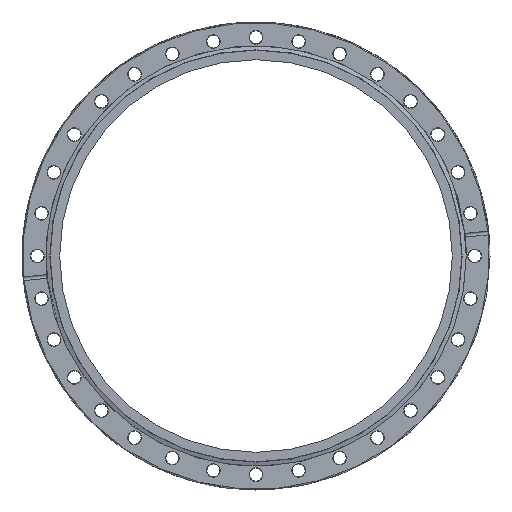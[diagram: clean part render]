
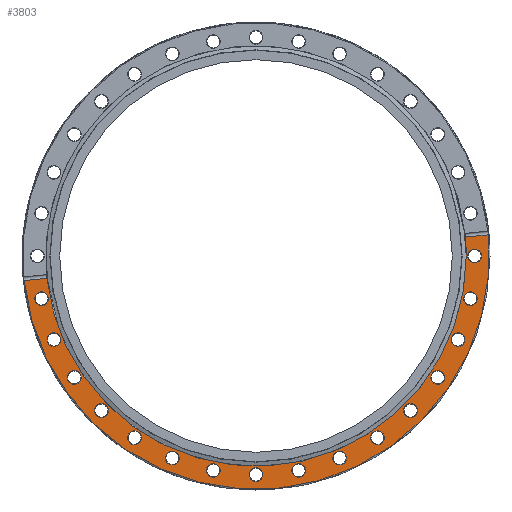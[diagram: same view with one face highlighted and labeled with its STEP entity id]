
A CAD part, front view. The second image highlights one B-rep face of the part: STEP entity #3803.
In plain terms, the highlighted planar face has unit normal (0, -1, 0).
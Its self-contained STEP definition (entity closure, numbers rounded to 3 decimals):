
#101=PLANE('',#4054);
#145=FACE_BOUND('',#1002,.T.);
#146=FACE_BOUND('',#1003,.T.);
#147=FACE_BOUND('',#1004,.T.);
#148=FACE_BOUND('',#1005,.T.);
#149=FACE_BOUND('',#1006,.T.);
#150=FACE_BOUND('',#1007,.T.);
#151=FACE_BOUND('',#1008,.T.);
#152=FACE_BOUND('',#1009,.T.);
#153=FACE_BOUND('',#1010,.T.);
#154=FACE_BOUND('',#1011,.T.);
#155=FACE_BOUND('',#1012,.T.);
#156=FACE_BOUND('',#1013,.T.);
#157=FACE_BOUND('',#1014,.T.);
#158=FACE_BOUND('',#1015,.T.);
#159=FACE_BOUND('',#1016,.T.);
#160=FACE_BOUND('',#1017,.T.);
#179=LINE('',#5311,#388);
#284=LINE('',#19071,#493);
#388=VECTOR('',#4316,10.);
#493=VECTOR('',#4577,10.);
#750=FACE_OUTER_BOUND('',#1001,.T.);
#1001=EDGE_LOOP('',(#3083,#3084,#3085,#3086,#3087));
#1002=EDGE_LOOP('',(#3088));
#1003=EDGE_LOOP('',(#3089));
#1004=EDGE_LOOP('',(#3090));
#1005=EDGE_LOOP('',(#3091));
#1006=EDGE_LOOP('',(#3092));
#1007=EDGE_LOOP('',(#3093));
#1008=EDGE_LOOP('',(#3094));
#1009=EDGE_LOOP('',(#3095));
#1010=EDGE_LOOP('',(#3096));
#1011=EDGE_LOOP('',(#3097));
#1012=EDGE_LOOP('',(#3098));
#1013=EDGE_LOOP('',(#3099));
#1014=EDGE_LOOP('',(#3100));
#1015=EDGE_LOOP('',(#3101));
#1016=EDGE_LOOP('',(#3102));
#1017=EDGE_LOOP('',(#3103));
#1149=CIRCLE('',#3941,151.5);
#1215=CIRCLE('',#4055,136.55);
#1216=CIRCLE('',#4056,136.55);
#1217=CIRCLE('',#4057,4.45);
#1218=CIRCLE('',#4058,4.45);
#1219=CIRCLE('',#4059,4.45);
#1220=CIRCLE('',#4060,4.45);
#1221=CIRCLE('',#4061,4.45);
#1222=CIRCLE('',#4062,4.45);
#1223=CIRCLE('',#4063,4.45);
#1224=CIRCLE('',#4064,4.45);
#1225=CIRCLE('',#4065,4.45);
#1226=CIRCLE('',#4066,4.45);
#1227=CIRCLE('',#4067,4.45);
#1228=CIRCLE('',#4068,4.45);
#1229=CIRCLE('',#4069,4.45);
#1230=CIRCLE('',#4070,4.45);
#1231=CIRCLE('',#4071,4.45);
#1232=CIRCLE('',#4072,4.45);
#1517=VERTEX_POINT('',#5301);
#1518=VERTEX_POINT('',#5310);
#1526=VERTEX_POINT('',#5352);
#1711=VERTEX_POINT('',#19056);
#1747=VERTEX_POINT('',#19151);
#1748=VERTEX_POINT('',#19154);
#1749=VERTEX_POINT('',#19156);
#1750=VERTEX_POINT('',#19158);
#1751=VERTEX_POINT('',#19160);
#1752=VERTEX_POINT('',#19162);
#1753=VERTEX_POINT('',#19164);
#1754=VERTEX_POINT('',#19166);
#1755=VERTEX_POINT('',#19168);
#1756=VERTEX_POINT('',#19170);
#1757=VERTEX_POINT('',#19172);
#1758=VERTEX_POINT('',#19174);
#1759=VERTEX_POINT('',#19176);
#1760=VERTEX_POINT('',#19178);
#1761=VERTEX_POINT('',#19180);
#1762=VERTEX_POINT('',#19182);
#1763=VERTEX_POINT('',#19184);
#1896=EDGE_CURVE('',#1518,#1517,#179,.T.);
#1908=EDGE_CURVE('',#1526,#1517,#1149,.T.);
#2182=EDGE_CURVE('',#1526,#1711,#284,.T.);
#2222=EDGE_CURVE('',#1711,#1747,#1215,.T.);
#2223=EDGE_CURVE('',#1747,#1518,#1216,.T.);
#2224=EDGE_CURVE('',#1748,#1748,#1217,.T.);
#2225=EDGE_CURVE('',#1749,#1749,#1218,.T.);
#2226=EDGE_CURVE('',#1750,#1750,#1219,.T.);
#2227=EDGE_CURVE('',#1751,#1751,#1220,.T.);
#2228=EDGE_CURVE('',#1752,#1752,#1221,.T.);
#2229=EDGE_CURVE('',#1753,#1753,#1222,.T.);
#2230=EDGE_CURVE('',#1754,#1754,#1223,.T.);
#2231=EDGE_CURVE('',#1755,#1755,#1224,.T.);
#2232=EDGE_CURVE('',#1756,#1756,#1225,.T.);
#2233=EDGE_CURVE('',#1757,#1757,#1226,.T.);
#2234=EDGE_CURVE('',#1758,#1758,#1227,.T.);
#2235=EDGE_CURVE('',#1759,#1759,#1228,.T.);
#2236=EDGE_CURVE('',#1760,#1760,#1229,.T.);
#2237=EDGE_CURVE('',#1761,#1761,#1230,.T.);
#2238=EDGE_CURVE('',#1762,#1762,#1231,.T.);
#2239=EDGE_CURVE('',#1763,#1763,#1232,.T.);
#3083=ORIENTED_EDGE('',*,*,#1908,.F.);
#3084=ORIENTED_EDGE('',*,*,#2182,.T.);
#3085=ORIENTED_EDGE('',*,*,#2222,.T.);
#3086=ORIENTED_EDGE('',*,*,#2223,.T.);
#3087=ORIENTED_EDGE('',*,*,#1896,.T.);
#3088=ORIENTED_EDGE('',*,*,#2224,.F.);
#3089=ORIENTED_EDGE('',*,*,#2225,.F.);
#3090=ORIENTED_EDGE('',*,*,#2226,.F.);
#3091=ORIENTED_EDGE('',*,*,#2227,.F.);
#3092=ORIENTED_EDGE('',*,*,#2228,.F.);
#3093=ORIENTED_EDGE('',*,*,#2229,.F.);
#3094=ORIENTED_EDGE('',*,*,#2230,.F.);
#3095=ORIENTED_EDGE('',*,*,#2231,.F.);
#3096=ORIENTED_EDGE('',*,*,#2232,.F.);
#3097=ORIENTED_EDGE('',*,*,#2233,.F.);
#3098=ORIENTED_EDGE('',*,*,#2234,.F.);
#3099=ORIENTED_EDGE('',*,*,#2235,.F.);
#3100=ORIENTED_EDGE('',*,*,#2236,.F.);
#3101=ORIENTED_EDGE('',*,*,#2237,.F.);
#3102=ORIENTED_EDGE('',*,*,#2238,.F.);
#3103=ORIENTED_EDGE('',*,*,#2239,.F.);
#3803=ADVANCED_FACE('',(#750,#145,#146,#147,#148,#149,#150,#151,#152,#153,
#154,#155,#156,#157,#158,#159,#160),#101,.T.);
#3941=AXIS2_PLACEMENT_3D('',#5361,#4333,#4334);
#4054=AXIS2_PLACEMENT_3D('',#19150,#4663,#4664);
#4055=AXIS2_PLACEMENT_3D('',#19152,#4665,#4666);
#4056=AXIS2_PLACEMENT_3D('',#19153,#4667,#4668);
#4057=AXIS2_PLACEMENT_3D('',#19155,#4669,#4670);
#4058=AXIS2_PLACEMENT_3D('',#19157,#4671,#4672);
#4059=AXIS2_PLACEMENT_3D('',#19159,#4673,#4674);
#4060=AXIS2_PLACEMENT_3D('',#19161,#4675,#4676);
#4061=AXIS2_PLACEMENT_3D('',#19163,#4677,#4678);
#4062=AXIS2_PLACEMENT_3D('',#19165,#4679,#4680);
#4063=AXIS2_PLACEMENT_3D('',#19167,#4681,#4682);
#4064=AXIS2_PLACEMENT_3D('',#19169,#4683,#4684);
#4065=AXIS2_PLACEMENT_3D('',#19171,#4685,#4686);
#4066=AXIS2_PLACEMENT_3D('',#19173,#4687,#4688);
#4067=AXIS2_PLACEMENT_3D('',#19175,#4689,#4690);
#4068=AXIS2_PLACEMENT_3D('',#19177,#4691,#4692);
#4069=AXIS2_PLACEMENT_3D('',#19179,#4693,#4694);
#4070=AXIS2_PLACEMENT_3D('',#19181,#4695,#4696);
#4071=AXIS2_PLACEMENT_3D('',#19183,#4697,#4698);
#4072=AXIS2_PLACEMENT_3D('',#19185,#4699,#4700);
#4316=DIRECTION('',(-0.995,0.,-0.098));
#4333=DIRECTION('center_axis',(0.,1.,0.));
#4334=DIRECTION('ref_axis',(1.,0.,0.));
#4577=DIRECTION('',(-0.995,0.,-0.098));
#4663=DIRECTION('center_axis',(0.,-1.,0.));
#4664=DIRECTION('ref_axis',(0.,0.,-1.));
#4665=DIRECTION('center_axis',(0.,1.,0.));
#4666=DIRECTION('ref_axis',(1.,0.,0.));
#4667=DIRECTION('center_axis',(0.,1.,0.));
#4668=DIRECTION('ref_axis',(1.,0.,0.));
#4669=DIRECTION('center_axis',(0.,-1.,0.));
#4670=DIRECTION('ref_axis',(0.981,0.,0.195));
#4671=DIRECTION('center_axis',(0.,-1.,0.));
#4672=DIRECTION('ref_axis',(0.831,0.,0.556));
#4673=DIRECTION('center_axis',(0.,-1.,0.));
#4674=DIRECTION('ref_axis',(0.556,0.,0.831));
#4675=DIRECTION('center_axis',(0.,-1.,0.));
#4676=DIRECTION('ref_axis',(0.195,0.,0.981));
#4677=DIRECTION('center_axis',(0.,-1.,0.));
#4678=DIRECTION('ref_axis',(0.195,0.,-0.981));
#4679=DIRECTION('center_axis',(0.,-1.,0.));
#4680=DIRECTION('ref_axis',(0.556,0.,-0.831));
#4681=DIRECTION('center_axis',(0.,-1.,0.));
#4682=DIRECTION('ref_axis',(0.831,0.,-0.556));
#4683=DIRECTION('center_axis',(0.,-1.,0.));
#4684=DIRECTION('ref_axis',(0.981,0.,-0.195));
#4685=DIRECTION('center_axis',(0.,-1.,0.));
#4686=DIRECTION('ref_axis',(1.,0.,0.));
#4687=DIRECTION('center_axis',(0.,-1.,0.));
#4688=DIRECTION('ref_axis',(0.924,0.,-0.383));
#4689=DIRECTION('center_axis',(0.,-1.,0.));
#4690=DIRECTION('ref_axis',(0.707,0.,-0.707));
#4691=DIRECTION('center_axis',(0.,-1.,0.));
#4692=DIRECTION('ref_axis',(0.383,0.,-0.924));
#4693=DIRECTION('center_axis',(0.,-1.,0.));
#4694=DIRECTION('ref_axis',(0.,0.,1.));
#4695=DIRECTION('center_axis',(0.,-1.,0.));
#4696=DIRECTION('ref_axis',(0.383,0.,0.924));
#4697=DIRECTION('center_axis',(0.,-1.,0.));
#4698=DIRECTION('ref_axis',(0.707,0.,0.707));
#4699=DIRECTION('center_axis',(0.,-1.,0.));
#4700=DIRECTION('ref_axis',(0.924,0.,0.383));
#5301=CARTESIAN_POINT('',(-150.658,0.,-15.947));
#5310=CARTESIAN_POINT('',(-135.78,0.,-14.482));
#5311=CARTESIAN_POINT('',(151.376,0.,13.8));
#5352=CARTESIAN_POINT('',(150.875,0.,13.751));
#5361=CARTESIAN_POINT('Origin',(0.,0.,0.));
#19056=CARTESIAN_POINT('',(135.996,0.,12.286));
#19071=CARTESIAN_POINT('',(151.376,0.,13.8));
#19150=CARTESIAN_POINT('Origin',(-152.,0.,0.));
#19151=CARTESIAN_POINT('',(136.55,0.,0.));
#19152=CARTESIAN_POINT('Origin',(0.,0.,0.));
#19153=CARTESIAN_POINT('Origin',(0.,0.,0.));
#19154=CARTESIAN_POINT('',(23.338,0.,-140.14));
#19155=CARTESIAN_POINT('Origin',(27.703,0.,-139.272));
#19156=CARTESIAN_POINT('',(75.191,0.,-120.541));
#19157=CARTESIAN_POINT('Origin',(78.891,0.,-118.069));
#19158=CARTESIAN_POINT('',(115.596,0.,-82.591));
#19159=CARTESIAN_POINT('Origin',(118.069,0.,-78.891));
#19160=CARTESIAN_POINT('',(138.403,0.,-32.067));
#19161=CARTESIAN_POINT('Origin',(139.272,0.,-27.703));
#19162=CARTESIAN_POINT('',(-140.14,0.,-23.338));
#19163=CARTESIAN_POINT('Origin',(-139.272,0.,-27.703));
#19164=CARTESIAN_POINT('',(-120.541,0.,-75.191));
#19165=CARTESIAN_POINT('Origin',(-118.069,0.,-78.891));
#19166=CARTESIAN_POINT('',(-82.591,0.,-115.596));
#19167=CARTESIAN_POINT('Origin',(-78.891,0.,-118.069));
#19168=CARTESIAN_POINT('',(-32.067,0.,-138.403));
#19169=CARTESIAN_POINT('Origin',(-27.703,0.,-139.272));
#19170=CARTESIAN_POINT('',(-4.45,0.,-142.));
#19171=CARTESIAN_POINT('Origin',(0.,0.,-142.));
#19172=CARTESIAN_POINT('',(-58.452,0.,-129.488));
#19173=CARTESIAN_POINT('Origin',(-54.341,0.,-131.191));
#19174=CARTESIAN_POINT('',(-103.556,0.,-97.263));
#19175=CARTESIAN_POINT('Origin',(-100.409,0.,-100.409));
#19176=CARTESIAN_POINT('',(-132.894,0.,-50.23));
#19177=CARTESIAN_POINT('Origin',(-131.191,0.,-54.341));
#19178=CARTESIAN_POINT('',(142.,0.,-4.45));
#19179=CARTESIAN_POINT('Origin',(142.,0.,0.));
#19180=CARTESIAN_POINT('',(129.488,0.,-58.452));
#19181=CARTESIAN_POINT('Origin',(131.191,0.,-54.341));
#19182=CARTESIAN_POINT('',(97.263,0.,-103.556));
#19183=CARTESIAN_POINT('Origin',(100.409,0.,-100.409));
#19184=CARTESIAN_POINT('',(50.23,0.,-132.894));
#19185=CARTESIAN_POINT('Origin',(54.341,0.,-131.191));
